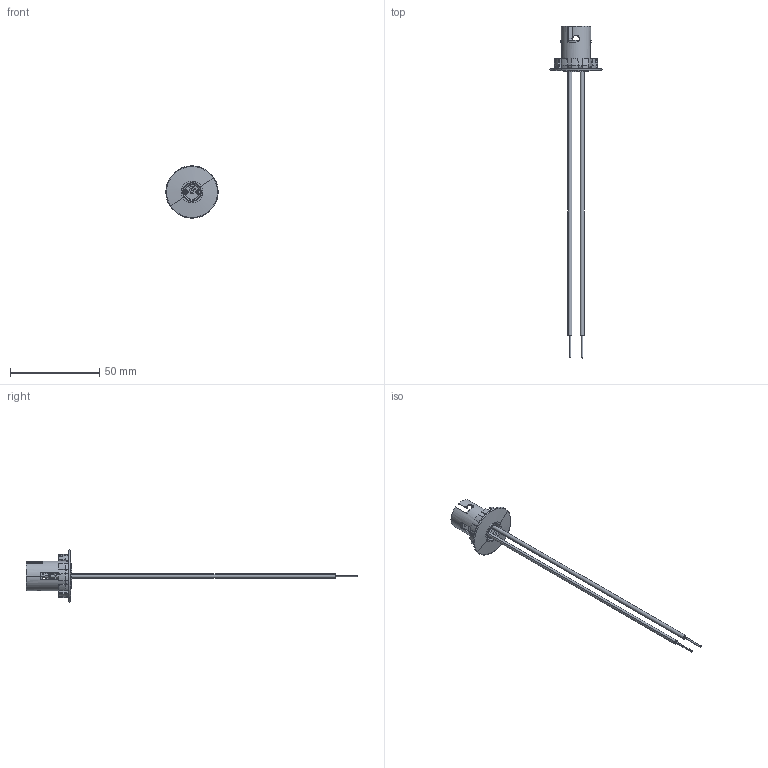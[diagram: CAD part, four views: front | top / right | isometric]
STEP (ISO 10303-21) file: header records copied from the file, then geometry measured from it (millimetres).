
FILE_DESCRIPTION (( 'STEP AP214' ), '1' );
FILE_NAME ('12-240_Series.STEP', '2018-10-10T20:57:57', ( 'user' ), ( 'Microsoft' ), 'SwSTEP 2.0', 'SolidWorks 2018', '' );
FILE_SCHEMA (( 'AUTOMOTIVE_DESIGN' ));
Length unit declared in the file: foot
Products named in the file (7): 970xxxxxxx_P107259_9709981552; 5800XXXXXX_P107652_5800280808; 83001115XX_Crimp; 7601950008 - Wire 18-11C Black_6.5"; 84005210xx; 80000116xx; 12-240_Series
Assembly tree (8 placements, depth 2):
  12-240_Series
    80000116xx
    84005210xx  x2
    7601950008 - Wire 18-11C Black_6.5"  x2
    83001115XX_Crimp
    5800XXXXXX_P107652_5800280808
    970xxxxxxx_P107259_9709981552
Bounding box: 29.32 x 186.36 x 29.32 mm (x, y, z)
Volume: 3358 mm3; surface area: 8065.4 mm2
Topology: 8 solids, 8 shells, 551 faces, 1444 edges, 946 vertices
Faces by surface type: plane 321, bspline 108, cone 52, cylinder 48, torus 20, sphere 2
Entity records: 24385 total; most frequent: CARTESIAN_POINT 11617, ORIENTED_EDGE 2800, DIRECTION 2168, EDGE_CURVE 1400, VERTEX_POINT 922, VECTOR 828, LINE 828, AXIS2_PLACEMENT_3D 670
